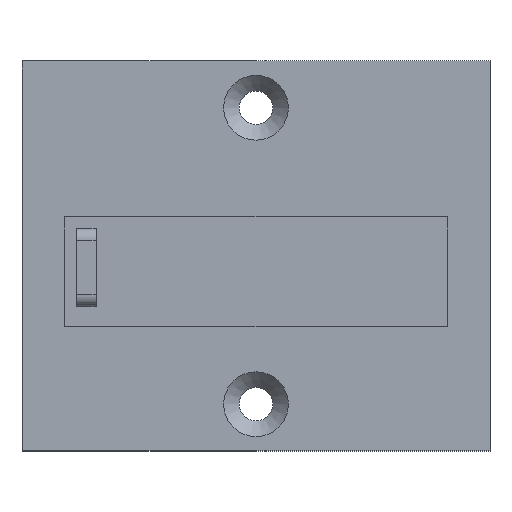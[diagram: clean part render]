
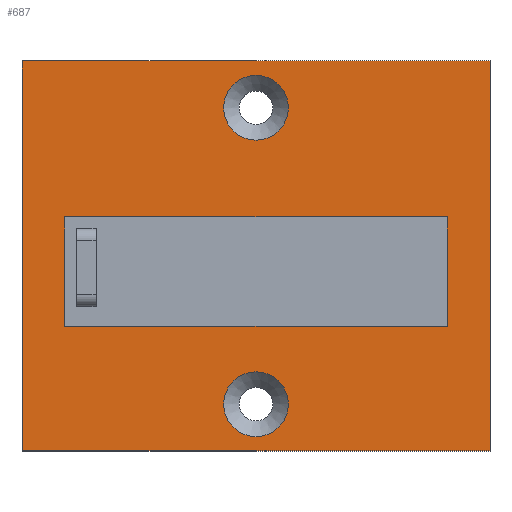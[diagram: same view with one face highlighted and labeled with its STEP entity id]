
A CAD part, top view. The second image highlights one B-rep face of the part: STEP entity #687.
In plain terms, the highlighted planar face has unit normal (0, 0, 1).
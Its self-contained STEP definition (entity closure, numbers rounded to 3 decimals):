
#36=CIRCLE('',#743,4.15);
#37=CIRCLE('',#744,4.15);
#64=ORIENTED_EDGE('',*,*,#244,.T.);
#65=ORIENTED_EDGE('',*,*,#245,.T.);
#66=ORIENTED_EDGE('',*,*,#246,.T.);
#67=ORIENTED_EDGE('',*,*,#247,.T.);
#68=ORIENTED_EDGE('',*,*,#248,.T.);
#69=ORIENTED_EDGE('',*,*,#249,.T.);
#70=ORIENTED_EDGE('',*,*,#250,.T.);
#71=ORIENTED_EDGE('',*,*,#251,.T.);
#72=ORIENTED_EDGE('',*,*,#252,.T.);
#73=ORIENTED_EDGE('',*,*,#253,.T.);
#244=EDGE_CURVE('',#334,#334,#36,.T.);
#245=EDGE_CURVE('',#335,#335,#37,.T.);
#246=EDGE_CURVE('',#336,#337,#400,.T.);
#247=EDGE_CURVE('',#337,#338,#401,.T.);
#248=EDGE_CURVE('',#338,#339,#402,.T.);
#249=EDGE_CURVE('',#339,#336,#403,.T.);
#250=EDGE_CURVE('',#340,#341,#404,.T.);
#251=EDGE_CURVE('',#341,#342,#405,.T.);
#252=EDGE_CURVE('',#342,#343,#406,.T.);
#253=EDGE_CURVE('',#343,#340,#407,.T.);
#334=VERTEX_POINT('',#1019);
#335=VERTEX_POINT('',#1021);
#336=VERTEX_POINT('',#1023);
#337=VERTEX_POINT('',#1024);
#338=VERTEX_POINT('',#1026);
#339=VERTEX_POINT('',#1028);
#340=VERTEX_POINT('',#1031);
#341=VERTEX_POINT('',#1032);
#342=VERTEX_POINT('',#1034);
#343=VERTEX_POINT('',#1036);
#400=LINE('',#1022,#470);
#401=LINE('',#1025,#471);
#402=LINE('',#1027,#472);
#403=LINE('',#1029,#473);
#404=LINE('',#1030,#474);
#405=LINE('',#1033,#475);
#406=LINE('',#1035,#476);
#407=LINE('',#1037,#477);
#470=VECTOR('',#821,1000.);
#471=VECTOR('',#822,1000.);
#472=VECTOR('',#823,1000.);
#473=VECTOR('',#824,1000.);
#474=VECTOR('',#825,1000.);
#475=VECTOR('',#826,1000.);
#476=VECTOR('',#827,1000.);
#477=VECTOR('',#828,1000.);
#534=EDGE_LOOP('',(#64));
#535=EDGE_LOOP('',(#65));
#536=EDGE_LOOP('',(#66,#67,#68,#69));
#537=EDGE_LOOP('',(#70,#71,#72,#73));
#596=FACE_BOUND('',#534,.T.);
#597=FACE_BOUND('',#535,.T.);
#598=FACE_BOUND('',#536,.T.);
#599=FACE_BOUND('',#537,.T.);
#659=PLANE('',#742);
#687=ADVANCED_FACE('',(#596,#597,#598,#599),#659,.T.);
#742=AXIS2_PLACEMENT_3D('',#1017,#815,#816);
#743=AXIS2_PLACEMENT_3D('',#1018,#817,#818);
#744=AXIS2_PLACEMENT_3D('',#1020,#819,#820);
#815=DIRECTION('',(0.,0.,1.));
#816=DIRECTION('',(1.,0.,0.));
#817=DIRECTION('',(0.,0.,-1.));
#818=DIRECTION('',(-1.,0.,0.));
#819=DIRECTION('',(0.,0.,-1.));
#820=DIRECTION('',(-1.,0.,0.));
#821=DIRECTION('',(0.,-1.,0.));
#822=DIRECTION('',(1.,0.,0.));
#823=DIRECTION('',(0.,1.,0.));
#824=DIRECTION('',(-1.,0.,0.));
#825=DIRECTION('',(0.,1.,0.));
#826=DIRECTION('',(1.,0.,0.));
#827=DIRECTION('',(0.,-1.,0.));
#828=DIRECTION('',(-1.,0.,0.));
#1017=CARTESIAN_POINT('',(0.,0.,0.));
#1018=CARTESIAN_POINT('',(0.,-19.,0.));
#1019=CARTESIAN_POINT('',(-4.15,-19.,0.));
#1020=CARTESIAN_POINT('',(0.,19.,0.));
#1021=CARTESIAN_POINT('',(-4.15,19.,0.));
#1022=CARTESIAN_POINT('',(-30.,25.,0.));
#1023=CARTESIAN_POINT('',(-30.,25.,0.));
#1024=CARTESIAN_POINT('',(-30.,-25.,0.));
#1025=CARTESIAN_POINT('',(-30.,-25.,0.));
#1026=CARTESIAN_POINT('',(30.,-25.,0.));
#1027=CARTESIAN_POINT('',(30.,-25.,0.));
#1028=CARTESIAN_POINT('',(30.,25.,0.));
#1029=CARTESIAN_POINT('',(30.,25.,0.));
#1030=CARTESIAN_POINT('',(-24.5,0.,0.));
#1031=CARTESIAN_POINT('',(-24.5,-9.,0.));
#1032=CARTESIAN_POINT('',(-24.5,5.,0.));
#1033=CARTESIAN_POINT('',(0.,5.,0.));
#1034=CARTESIAN_POINT('',(24.5,5.,0.));
#1035=CARTESIAN_POINT('',(24.5,0.,0.));
#1036=CARTESIAN_POINT('',(24.5,-9.,0.));
#1037=CARTESIAN_POINT('',(0.,-9.,0.));
